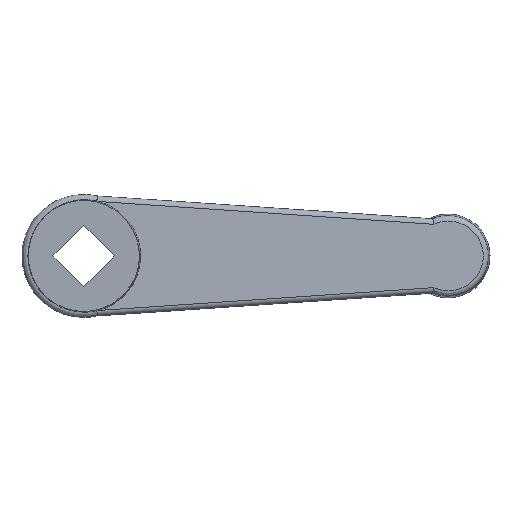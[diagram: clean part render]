
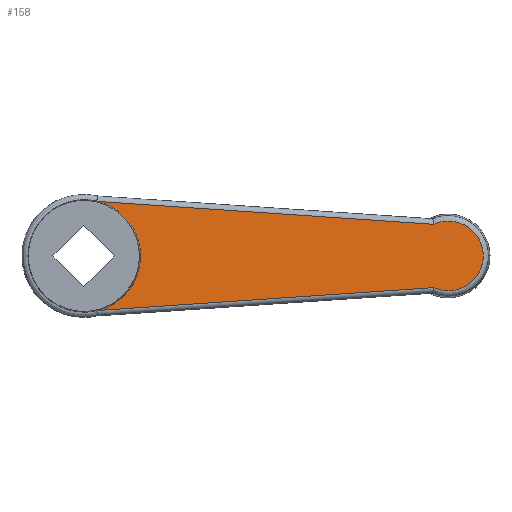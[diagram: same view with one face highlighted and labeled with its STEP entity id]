
A CAD part, front view. The second image highlights one B-rep face of the part: STEP entity #158.
In plain terms, the highlighted planar face has unit normal (0.111, -0.994, 0).
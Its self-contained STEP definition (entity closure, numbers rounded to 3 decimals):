
#119=ELLIPSE('',#625,15.55,15.453);
#125=ELLIPSE('',#638,9.621,9.562);
#158=ADVANCED_FACE('',(#207),#190,.T.);
#190=PLANE('',#639);
#207=FACE_OUTER_BOUND('',#276,.T.);
#276=EDGE_LOOP('',(#354,#355,#356,#357));
#354=ORIENTED_EDGE('',*,*,#543,.T.);
#355=ORIENTED_EDGE('',*,*,#523,.T.);
#356=ORIENTED_EDGE('',*,*,#544,.T.);
#357=ORIENTED_EDGE('',*,*,#545,.T.);
#464=VERTEX_POINT('',#835);
#470=VERTEX_POINT('',#860);
#487=VERTEX_POINT('',#936);
#488=VERTEX_POINT('',#938);
#523=EDGE_CURVE('',#464,#470,#119,.T.);
#543=EDGE_CURVE('',#487,#464,#590,.T.);
#544=EDGE_CURVE('',#470,#488,#591,.T.);
#545=EDGE_CURVE('',#488,#487,#125,.T.);
#590=LINE('',#935,#609);
#591=LINE('',#937,#610);
#609=VECTOR('',#726,1.);
#610=VECTOR('',#727,1.);
#625=AXIS2_PLACEMENT_3D('',#861,#695,#696);
#638=AXIS2_PLACEMENT_3D('',#939,#728,#729);
#639=AXIS2_PLACEMENT_3D('',#940,#730,#731);
#695=DIRECTION('',(-0.111,0.994,0.));
#696=DIRECTION('',(0.994,0.111,0.));
#726=DIRECTION('',(-0.992,-0.111,0.067));
#727=DIRECTION('',(0.992,0.111,0.067));
#728=DIRECTION('',(0.111,-0.994,0.));
#729=DIRECTION('',(-0.994,-0.111,0.));
#730=DIRECTION('',(0.111,-0.994,0.));
#731=DIRECTION('',(0.994,0.111,0.));
#835=CARTESIAN_POINT('',(144.019,63.35,14.954));
#860=CARTESIAN_POINT('',(144.019,63.35,-14.954));
#861=CARTESIAN_POINT('',(140.121,62.915,0.));
#935=CARTESIAN_POINT('',(237.892,73.824,8.577));
#936=CARTESIAN_POINT('',(236.12,73.627,8.698));
#937=CARTESIAN_POINT('',(243.235,74.42,-8.214));
#938=CARTESIAN_POINT('',(236.12,73.627,-8.698));
#939=CARTESIAN_POINT('',(240.092,74.07,0.));
#940=CARTESIAN_POINT('',(240.,74.059,40.));
